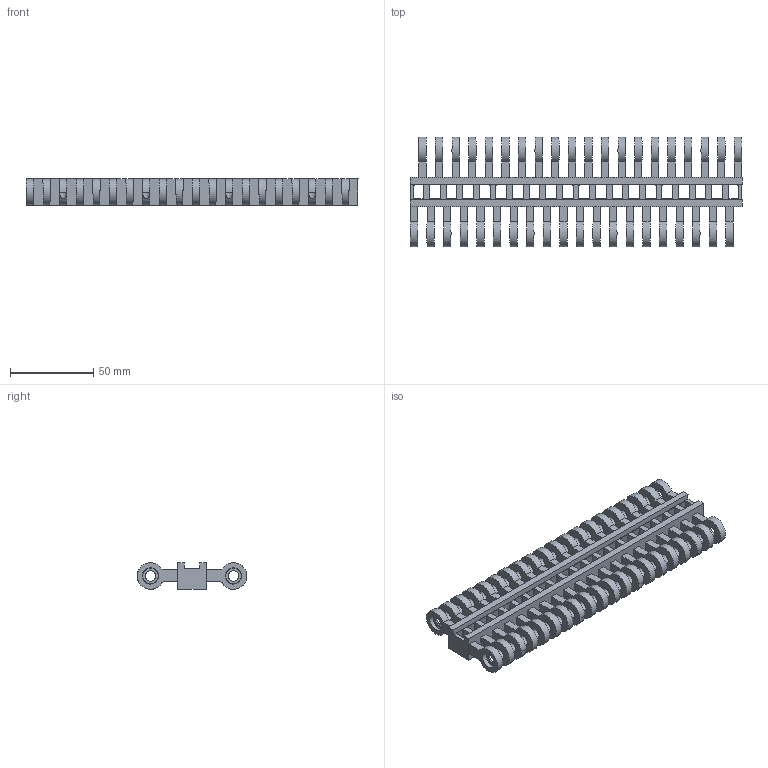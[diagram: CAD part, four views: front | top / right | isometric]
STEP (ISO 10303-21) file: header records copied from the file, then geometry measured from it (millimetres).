
FILE_DESCRIPTION( ( 'Unknown' ), '1' );
FILE_NAME( 'E50300.stp', 'Unknown', ( 'Unknown' ), ( 'Unknown' ), 'PSStep 16.0.42', 'Unknown', ' ' );
FILE_SCHEMA( ( 'AUTOMOTIVE_DESIGN { 1 0 10303 214 1 1 1 1 }' ) );
Length unit declared in the file: millimetre
Products named in the file (1): 7520 Emne
Bounding box: 200 x 66 x 16 mm (x, y, z)
Volume: 68630.1 mm3; surface area: 52107.2 mm2
Topology: 1 solids, 1 shells, 470 faces, 1300 edges, 880 vertices
Faces by surface type: plane 258, cylinder 208, torus 4
Full cylindrical faces by diameter (mm): 6.36 x40, 9.785 x4
Entity records: 18644 total; most frequent: CARTESIAN_POINT 2647, DIRECTION 2562, ORIENTED_EDGE 2416, EDGE_CURVE 1208, AXIS2_PLACEMENT_3D 887, VERTEX_POINT 836, LINE 788, VECTOR 788
